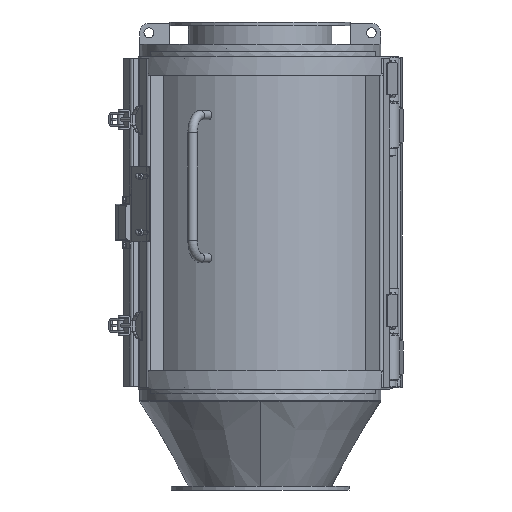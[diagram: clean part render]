
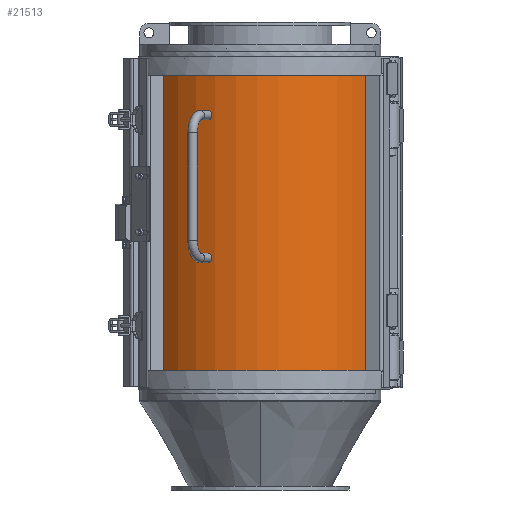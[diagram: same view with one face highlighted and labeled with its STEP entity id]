
A CAD part, front view. The second image highlights one B-rep face of the part: STEP entity #21513.
In plain terms, the highlighted cylindrical face has radius 265.5 mm (diameter 531 mm), a partial arc.
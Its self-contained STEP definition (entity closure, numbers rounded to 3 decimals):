
#934=LINE('',#34096,#2456);
#938=LINE('',#34103,#2460);
#949=LINE('',#34131,#2471);
#956=LINE('',#34145,#2478);
#992=LINE('',#34259,#2514);
#993=LINE('',#34263,#2515);
#994=LINE('',#34267,#2516);
#995=LINE('',#34270,#2517);
#2456=VECTOR('',#27100,10.);
#2460=VECTOR('',#27106,10.);
#2471=VECTOR('',#27129,10.);
#2478=VECTOR('',#27140,10.);
#2514=VECTOR('',#27254,10.);
#2515=VECTOR('',#27257,10.);
#2516=VECTOR('',#27260,10.);
#2517=VECTOR('',#27261,10.);
#4281=CYLINDRICAL_SURFACE('',#23267,265.5);
#4712=FACE_BOUND('',#7048,.T.);
#4713=FACE_BOUND('',#7049,.T.);
#4714=FACE_BOUND('',#7050,.T.);
#4715=FACE_BOUND('',#7051,.T.);
#5624=FACE_OUTER_BOUND('',#7047,.T.);
#7047=EDGE_LOOP('',(#16309,#16310,#16311,#16312));
#7048=EDGE_LOOP('',(#16313,#16314,#16315,#16316));
#7049=EDGE_LOOP('',(#16317,#16318,#16319,#16320));
#7050=EDGE_LOOP('',(#16321,#16322));
#7051=EDGE_LOOP('',(#16323,#16324));
#8628=CIRCLE('',#23218,265.5);
#8629=CIRCLE('',#23223,265.5);
#8643=CIRCLE('',#23247,265.5);
#8656=CIRCLE('',#23268,265.5);
#8657=CIRCLE('',#23269,265.5);
#8658=CIRCLE('',#23270,265.5);
#10062=VERTEX_POINT('',#34079);
#10063=VERTEX_POINT('',#34081);
#10068=VERTEX_POINT('',#34095);
#10070=VERTEX_POINT('',#34101);
#10080=VERTEX_POINT('',#34128);
#10081=VERTEX_POINT('',#34130);
#10085=VERTEX_POINT('',#34142);
#10086=VERTEX_POINT('',#34144);
#10124=VERTEX_POINT('',#34257);
#10125=VERTEX_POINT('',#34258);
#10126=VERTEX_POINT('',#34260);
#10127=VERTEX_POINT('',#34262);
#10128=VERTEX_POINT('',#34265);
#10129=VERTEX_POINT('',#34266);
#10130=VERTEX_POINT('',#34268);
#10131=VERTEX_POINT('',#34269);
#12332=EDGE_CURVE('',#10063,#10062,#8628,.T.);
#12339=EDGE_CURVE('',#10068,#10063,#934,.T.);
#12343=EDGE_CURVE('',#10062,#10070,#938,.T.);
#12345=EDGE_CURVE('',#10070,#10068,#8629,.T.);
#12358=EDGE_CURVE('',#10081,#10080,#949,.T.);
#12365=EDGE_CURVE('',#10086,#10085,#956,.T.);
#12397=EDGE_CURVE('',#10085,#10081,#8643,.T.);
#12424=EDGE_CURVE('',#10080,#10086,#8656,.T.);
#12425=EDGE_CURVE('',#10124,#10125,#992,.T.);
#12426=EDGE_CURVE('',#10125,#10126,#8657,.T.);
#12427=EDGE_CURVE('',#10126,#10127,#993,.T.);
#12428=EDGE_CURVE('',#10127,#10124,#8658,.T.);
#12429=EDGE_CURVE('',#10128,#10129,#994,.T.);
#12430=EDGE_CURVE('',#10130,#10131,#995,.T.);
#16309=ORIENTED_EDGE('',*,*,#12397,.T.);
#16310=ORIENTED_EDGE('',*,*,#12358,.T.);
#16311=ORIENTED_EDGE('',*,*,#12424,.T.);
#16312=ORIENTED_EDGE('',*,*,#12365,.T.);
#16313=ORIENTED_EDGE('',*,*,#12343,.T.);
#16314=ORIENTED_EDGE('',*,*,#12345,.T.);
#16315=ORIENTED_EDGE('',*,*,#12339,.T.);
#16316=ORIENTED_EDGE('',*,*,#12332,.T.);
#16317=ORIENTED_EDGE('',*,*,#12425,.T.);
#16318=ORIENTED_EDGE('',*,*,#12426,.T.);
#16319=ORIENTED_EDGE('',*,*,#12427,.T.);
#16320=ORIENTED_EDGE('',*,*,#12428,.T.);
#16321=ORIENTED_EDGE('',*,*,#12429,.T.);
#16322=ORIENTED_EDGE('',*,*,#12429,.F.);
#16323=ORIENTED_EDGE('',*,*,#12430,.T.);
#16324=ORIENTED_EDGE('',*,*,#12430,.F.);
#21513=ADVANCED_FACE('',(#5624,#4712,#4713,#4714,#4715),#4281,.T.);
#23218=AXIS2_PLACEMENT_3D('',#34082,#27088,#27089);
#23223=AXIS2_PLACEMENT_3D('',#34107,#27110,#27111);
#23247=AXIS2_PLACEMENT_3D('',#34205,#27196,#27197);
#23267=AXIS2_PLACEMENT_3D('',#34255,#27250,#27251);
#23268=AXIS2_PLACEMENT_3D('',#34256,#27252,#27253);
#23269=AXIS2_PLACEMENT_3D('',#34261,#27255,#27256);
#23270=AXIS2_PLACEMENT_3D('',#34264,#27258,#27259);
#27088=DIRECTION('center_axis',(0.,0.,
-1.));
#27089=DIRECTION('ref_axis',(-0.881,-0.474,0.));
#27100=DIRECTION('',(0.,0.,-1.));
#27106=DIRECTION('',(0.,0.,1.));
#27110=DIRECTION('center_axis',(0.,0.,
1.));
#27111=DIRECTION('ref_axis',(-0.881,-0.474,0.));
#27129=DIRECTION('',(0.,0.,1.));
#27140=DIRECTION('',(0.,0.,-1.));
#27196=DIRECTION('center_axis',(0.,0.,
1.));
#27197=DIRECTION('ref_axis',(-0.881,-0.474,0.));
#27250=DIRECTION('center_axis',(0.,0.,
1.));
#27251=DIRECTION('ref_axis',(-0.881,-0.474,0.));
#27252=DIRECTION('center_axis',(0.,0.,
-1.));
#27253=DIRECTION('ref_axis',(-0.881,-0.474,0.));
#27254=DIRECTION('',(0.,0.,-1.));
#27255=DIRECTION('center_axis',(0.,0.,
-1.));
#27256=DIRECTION('ref_axis',(-0.881,-0.474,0.));
#27257=DIRECTION('',(0.,0.,1.));
#27258=DIRECTION('center_axis',(0.,0.,
1.));
#27259=DIRECTION('ref_axis',(-0.881,-0.474,0.));
#27260=DIRECTION('',(0.,0.,1.));
#27261=DIRECTION('',(0.,0.,1.));
#34079=CARTESIAN_POINT('',(-206.152,-167.307,-319.));
#34081=CARTESIAN_POINT('',(224.822,-141.228,-319.));
#34082=CARTESIAN_POINT('Origin',(0.,0.,
-319.));
#34095=CARTESIAN_POINT('',(224.822,-141.228,-316.));
#34096=CARTESIAN_POINT('',(224.822,-141.228,-1.));
#34101=CARTESIAN_POINT('',(-206.152,-167.307,-316.));
#34103=CARTESIAN_POINT('',(-206.152,-167.307,-1.));
#34107=CARTESIAN_POINT('Origin',(0.,0.,
-316.));
#34128=CARTESIAN_POINT('',(226.39,-138.701,351.));
#34130=CARTESIAN_POINT('',(226.39,-138.701,-353.));
#34131=CARTESIAN_POINT('',(226.39,-138.701,-1.));
#34142=CARTESIAN_POINT('',(-208.013,-164.987,-353.));
#34144=CARTESIAN_POINT('',(-208.013,-164.987,351.));
#34145=CARTESIAN_POINT('',(-208.013,-164.987,-1.));
#34205=CARTESIAN_POINT('Origin',(0.,0.,
-353.));
#34255=CARTESIAN_POINT('Origin',(0.,0.,
-1.));
#34256=CARTESIAN_POINT('Origin',(0.,0.,
351.));
#34257=CARTESIAN_POINT('',(224.822,-141.228,317.));
#34258=CARTESIAN_POINT('',(224.822,-141.228,314.));
#34259=CARTESIAN_POINT('',(224.822,-141.228,-1.));
#34260=CARTESIAN_POINT('',(-206.152,-167.307,314.));
#34261=CARTESIAN_POINT('Origin',(0.,0.,
314.));
#34262=CARTESIAN_POINT('',(-206.152,-167.307,317.));
#34263=CARTESIAN_POINT('',(-206.152,-167.307,-1.));
#34264=CARTESIAN_POINT('Origin',(0.,0.,
317.));
#34265=CARTESIAN_POINT('',(-118.172,-237.751,221.756));
#34266=CARTESIAN_POINT('',(-118.172,-237.751,236.244));
#34267=CARTESIAN_POINT('',(-118.172,-237.751,-1.));
#34268=CARTESIAN_POINT('',(-118.172,-237.751,-83.244));
#34269=CARTESIAN_POINT('',(-118.172,-237.751,-68.756));
#34270=CARTESIAN_POINT('',(-118.172,-237.751,-1.));
